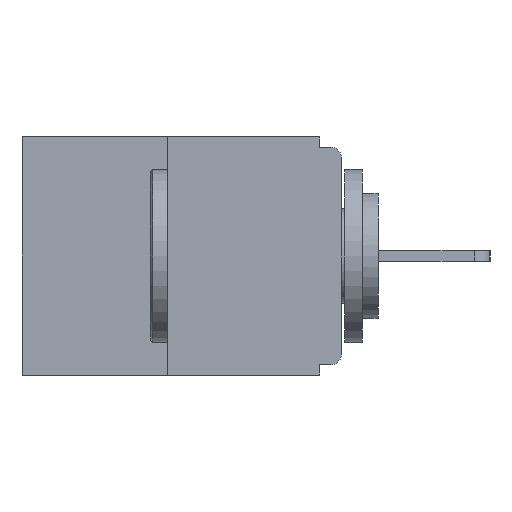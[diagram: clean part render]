
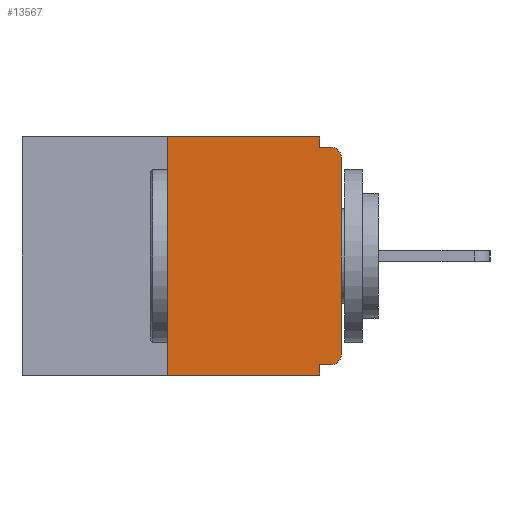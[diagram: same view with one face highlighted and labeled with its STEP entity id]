
A CAD part, left-side view. The second image highlights one B-rep face of the part: STEP entity #13567.
In plain terms, the highlighted planar face has unit normal (-1, 0, 0).
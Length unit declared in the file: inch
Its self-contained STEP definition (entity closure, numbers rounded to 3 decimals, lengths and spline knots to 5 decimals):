
#649 = EDGE_CURVE ( 'NONE', #20729, #21165, #6343, .T. ) ;
#803 = DIRECTION ( 'NONE',  ( 0., 0., -1. ) ) ;
#880 = DIRECTION ( 'NONE',  ( 0., 0., 1. ) ) ;
#1249 = CARTESIAN_POINT ( 'NONE',  ( 0., 0.031, -0.343 ) ) ;
#1627 = EDGE_CURVE ( 'NONE', #4048, #8584, #24349, .T. ) ;
#2132 = CARTESIAN_POINT ( 'NONE',  ( 0., 0.031, -0.015 ) ) ;
#2171 = DIRECTION ( 'NONE',  ( 0., -1., 0. ) ) ;
#2961 = LINE ( 'NONE', #10655, #16019 ) ;
#3043 = LINE ( 'NONE', #20637, #19816 ) ;
#3159 = DIRECTION ( 'NONE',  ( 0., 1., 0. ) ) ;
#3209 = EDGE_CURVE ( 'NONE', #12607, #21717, #2961, .T. ) ;
#3442 = VERTEX_POINT ( 'NONE', #17189 ) ;
#3778 = AXIS2_PLACEMENT_3D ( 'NONE', #6907, #16589, #803 ) ;
#4048 = VERTEX_POINT ( 'NONE', #18681 ) ;
#4431 = DIRECTION ( 'NONE',  ( 0., 0., -1. ) ) ;
#4471 = CARTESIAN_POINT ( 'NONE',  ( 0., 0.015, -0.015 ) ) ;
#4548 = DIRECTION ( 'NONE',  ( 0., 0., 1. ) ) ;
#4567 = CIRCLE ( 'NONE', #19150, 0.015 ) ;
#4684 = CARTESIAN_POINT ( 'NONE',  ( 0., 0.031, -0.328 ) ) ;
#4813 = VECTOR ( 'NONE', #22646, 39.37008 ) ;
#5417 = EDGE_CURVE ( 'NONE', #15091, #12607, #4567, .T. ) ;
#6343 = LINE ( 'NONE', #18096, #9656 ) ;
#6346 = ORIENTED_EDGE ( 'NONE', *, *, #13574, .F. ) ;
#6550 = CARTESIAN_POINT ( 'NONE',  ( 0., 0.015, -0.313 ) ) ;
#6907 = CARTESIAN_POINT ( 'NONE',  ( 0., 0.015, -0.03 ) ) ;
#7702 = CARTESIAN_POINT ( 'NONE',  ( 0., 0., -0.03 ) ) ;
#7763 = CARTESIAN_POINT ( 'NONE',  ( 0., 0.46, 0. ) ) ;
#8347 = LINE ( 'NONE', #24252, #10540 ) ;
#8441 = EDGE_CURVE ( 'NONE', #4048, #21165, #10786, .T. ) ;
#8584 = VERTEX_POINT ( 'NONE', #16123 ) ;
#8770 = DIRECTION ( 'NONE',  ( -1., 0., 0. ) ) ;
#9574 = EDGE_CURVE ( 'NONE', #3442, #20016, #8347, .T. ) ;
#9655 = ORIENTED_EDGE ( 'NONE', *, *, #5417, .T. ) ;
#9656 = VECTOR ( 'NONE', #10269, 39.37008 ) ;
#10269 = DIRECTION ( 'NONE',  ( 0., 0., -1. ) ) ;
#10540 = VECTOR ( 'NONE', #4431, 39.37008 ) ;
#10655 = CARTESIAN_POINT ( 'NONE',  ( 0., 0., 0. ) ) ;
#10786 = LINE ( 'NONE', #14715, #4813 ) ;
#11706 = DIRECTION ( 'NONE',  ( 1., 0., 0. ) ) ;
#12607 = VERTEX_POINT ( 'NONE', #17500 ) ;
#12613 = ORIENTED_EDGE ( 'NONE', *, *, #18997, .T. ) ;
#13092 = LINE ( 'NONE', #21025, #17955 ) ;
#13115 = EDGE_LOOP ( 'NONE', ( #6346, #18595, #16991, #13509, #16467, #9655, #25277, #12613, #22628, #20365 ) ) ;
#13223 = AXIS2_PLACEMENT_3D ( 'NONE', #7763, #11706, #25502 ) ;
#13509 = ORIENTED_EDGE ( 'NONE', *, *, #649, .F. ) ;
#13567 = ADVANCED_FACE ( 'NONE', ( #14173 ), #25744, .F. ) ;
#13574 = EDGE_CURVE ( 'NONE', #8584, #3442, #15624, .T. ) ;
#14173 = FACE_OUTER_BOUND ( 'NONE', #13115, .T. ) ;
#14372 = EDGE_CURVE ( 'NONE', #20016, #25031, #3043, .T. ) ;
#14526 = DIRECTION ( 'NONE',  ( 0., 0., -1. ) ) ;
#14715 = CARTESIAN_POINT ( 'NONE',  ( 0., 0.46, -0.343 ) ) ;
#15091 = VERTEX_POINT ( 'NONE', #19932 ) ;
#15624 = LINE ( 'NONE', #19645, #21526 ) ;
#16019 = VECTOR ( 'NONE', #880, 39.37008 ) ;
#16123 = CARTESIAN_POINT ( 'NONE',  ( 0., 0.25, 0. ) ) ;
#16467 = ORIENTED_EDGE ( 'NONE', *, *, #25326, .F. ) ;
#16589 = DIRECTION ( 'NONE',  ( -1., 0., 0. ) ) ;
#16991 = ORIENTED_EDGE ( 'NONE', *, *, #8441, .T. ) ;
#17189 = CARTESIAN_POINT ( 'NONE',  ( 0., 0.031, 0. ) ) ;
#17500 = CARTESIAN_POINT ( 'NONE',  ( 0., 0., -0.313 ) ) ;
#17955 = VECTOR ( 'NONE', #3159, 39.37008 ) ;
#18096 = CARTESIAN_POINT ( 'NONE',  ( 0., 0.031, -0.343 ) ) ;
#18595 = ORIENTED_EDGE ( 'NONE', *, *, #1627, .F. ) ;
#18681 = CARTESIAN_POINT ( 'NONE',  ( 0., 0.25, -0.343 ) ) ;
#18730 = VECTOR ( 'NONE', #4548, 39.37008 ) ;
#18819 = DIRECTION ( 'NONE',  ( 0., -1., 0. ) ) ;
#18997 = EDGE_CURVE ( 'NONE', #21717, #25031, #22931, .T. ) ;
#19150 = AXIS2_PLACEMENT_3D ( 'NONE', #6550, #8770, #14526 ) ;
#19645 = CARTESIAN_POINT ( 'NONE',  ( 0., 0.46, 0. ) ) ;
#19816 = VECTOR ( 'NONE', #18819, 39.37008 ) ;
#19932 = CARTESIAN_POINT ( 'NONE',  ( 0., 0.015, -0.328 ) ) ;
#20016 = VERTEX_POINT ( 'NONE', #2132 ) ;
#20365 = ORIENTED_EDGE ( 'NONE', *, *, #9574, .F. ) ;
#20637 = CARTESIAN_POINT ( 'NONE',  ( 0., 0., -0.015 ) ) ;
#20729 = VERTEX_POINT ( 'NONE', #4684 ) ;
#21025 = CARTESIAN_POINT ( 'NONE',  ( 0., 0., -0.328 ) ) ;
#21165 = VERTEX_POINT ( 'NONE', #1249 ) ;
#21526 = VECTOR ( 'NONE', #2171, 39.37008 ) ;
#21717 = VERTEX_POINT ( 'NONE', #7702 ) ;
#22408 = CARTESIAN_POINT ( 'NONE',  ( 0., 0.25, 0. ) ) ;
#22628 = ORIENTED_EDGE ( 'NONE', *, *, #14372, .F. ) ;
#22646 = DIRECTION ( 'NONE',  ( 0., -1., 0. ) ) ;
#22931 = CIRCLE ( 'NONE', #3778, 0.015 ) ;
#24252 = CARTESIAN_POINT ( 'NONE',  ( 0., 0.031, 0. ) ) ;
#24349 = LINE ( 'NONE', #22408, #18730 ) ;
#25031 = VERTEX_POINT ( 'NONE', #4471 ) ;
#25277 = ORIENTED_EDGE ( 'NONE', *, *, #3209, .T. ) ;
#25326 = EDGE_CURVE ( 'NONE', #15091, #20729, #13092, .T. ) ;
#25502 = DIRECTION ( 'NONE',  ( 0., 0., -1. ) ) ;
#25744 = PLANE ( 'NONE',  #13223 ) ;
